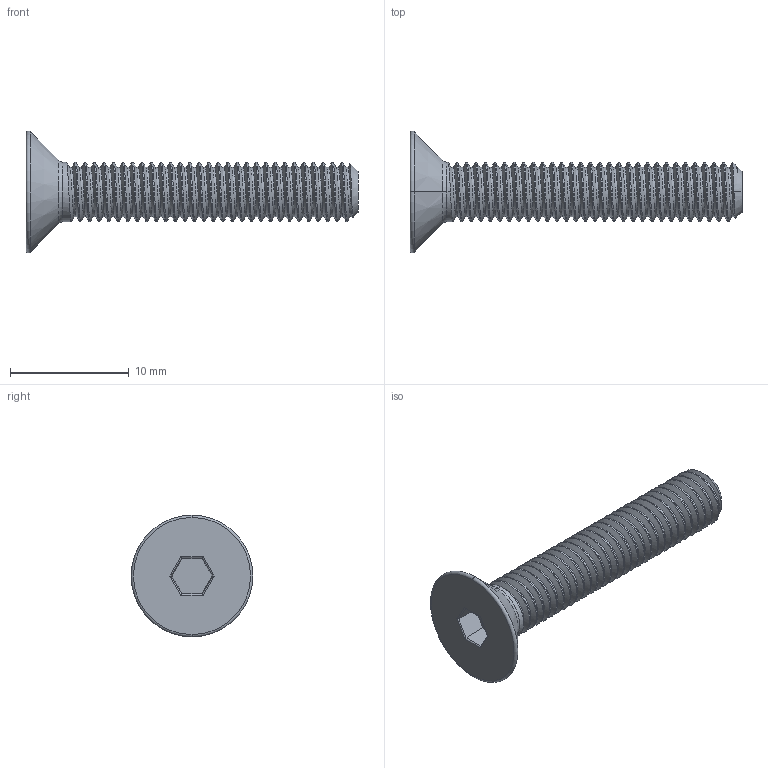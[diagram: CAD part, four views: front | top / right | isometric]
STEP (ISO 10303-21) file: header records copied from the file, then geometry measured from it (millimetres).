
FILE_DESCRIPTION (( 'STEP AP203' ), '1' );
FILE_NAME ('M5_Countersunk_25.STEP', '2020-03-15T18:32:17', ( '' ), ( '' ), 'SwSTEP 2.0', 'SolidWorks 2018', '' );
FILE_SCHEMA (( 'CONFIG_CONTROL_DESIGN' ));
Length unit declared in the file: millimetre
Products named in the file (1): M5_Countersunk_25
Bounding box: 27.9 x 10.23 x 10.23 mm (x, y, z)
Volume: 534.1 mm3; surface area: 777.2 mm2
Topology: 1 solids, 1 shells, 90 faces, 247 edges, 160 vertices
Faces by surface type: cylinder 66, plane 13, torus 4, cone 4, bspline 3
Entity records: 7395 total; most frequent: CARTESIAN_POINT 5448, ORIENTED_EDGE 494, DIRECTION 297, EDGE_CURVE 247, VERTEX_POINT 160, AXIS2_PLACEMENT_3D 103, LINE 91, EDGE_LOOP 91
